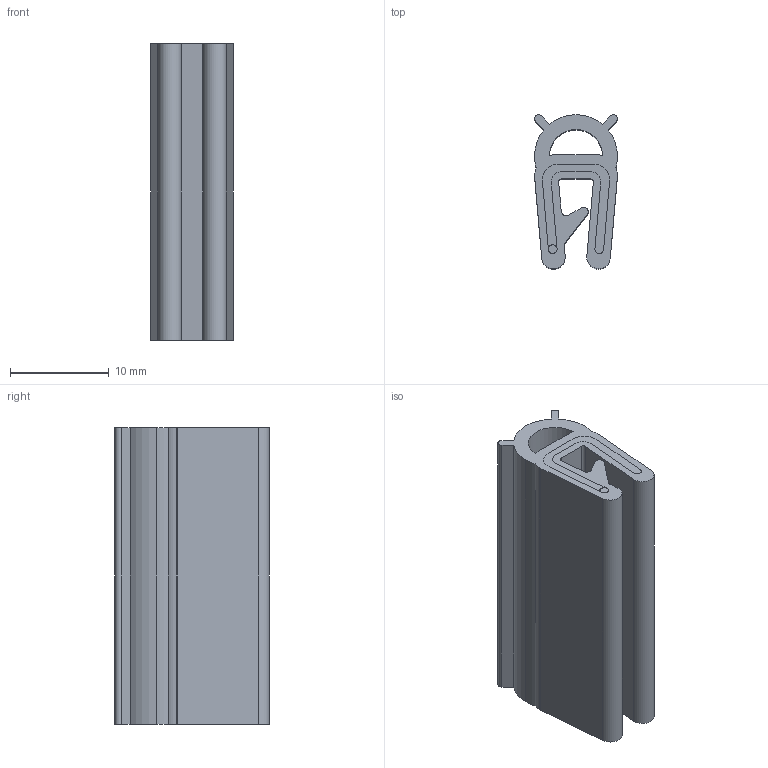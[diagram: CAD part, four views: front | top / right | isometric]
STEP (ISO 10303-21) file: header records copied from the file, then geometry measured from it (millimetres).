
FILE_DESCRIPTION (( 'STEP AP203' ), '1' );
FILE_NAME ('CG04.407.STEP', '2022-06-27T04:29:44', ( '' ), ( '' ), 'SwSTEP 2.0', 'SolidWorks 2021', '' );
FILE_SCHEMA (( 'CONFIG_CONTROL_DESIGN' ));
Length unit declared in the file: millimetre
Products named in the file (1): CG04.407
Bounding box: 8.4 x 15.6 x 30 mm (x, y, z)
Surface area: 2691.1 mm2 (no closed solid volume)
Topology: 0 solids, 5 shells, 42 faces, 160 edges, 124 vertices
Faces by surface type: cylinder 23, plane 19
Entity records: 1823 total; most frequent: CARTESIAN_POINT 327, DIRECTION 320, ORIENTED_EDGE 268, EDGE_CURVE 160, VERTEX_POINT 124, AXIS2_PLACEMENT_3D 117, LINE 86, VECTOR 86
